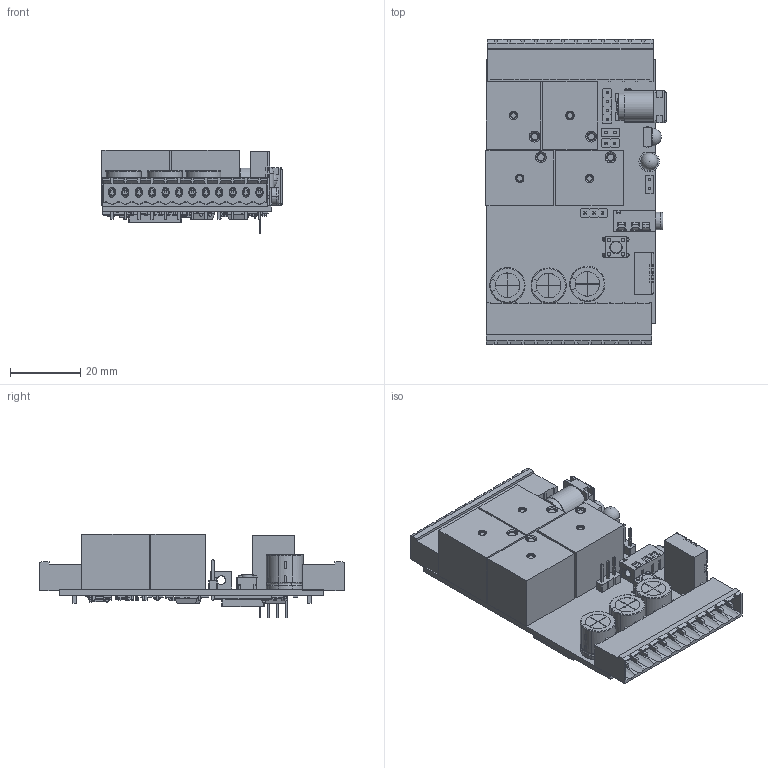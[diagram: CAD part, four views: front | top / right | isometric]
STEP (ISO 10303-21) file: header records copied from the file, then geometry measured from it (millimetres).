
FILE_DESCRIPTION(('KiCad electronic assembly'),'2;1');
FILE_NAME('IoTmanager_v2.step','2025-09-18T21:11:09',('Pcbnew'),('Kicad' ),'Open CASCADE STEP processor 7.8','KiCad to STEP converter', 'Unknown');
FILE_SCHEMA(('AUTOMOTIVE_DESIGN { 1 0 10303 214 1 1 1 1 }'));
Length unit declared in the file: millimetre
Products named in the file (38): IoTmanager_v2 1; PinHeader_1x03_P2.54mm_Vertical; PinHeader_1x03_P254mm_Vertical; 54-00133; LED_D5.0mm_IRGrey; Vishay_MINIMOLD-3Pin; Vishay_MINIMOLD-3pin; SRD-05VDC-SL-C; SRD-12VDC-SL-C; CP_Radial_D10.0mm_P3.50mm; CP_Radial_D100mm_P350mm; SW_PUSH_6mm_H4.3mm; SW_PUSH_6mm_h4.3mm; 1-796638-2--3DModel-STEP-1; C-1-796638-2; PinHeader_1x04_P2.54mm_Vertical; PinHeader_1x04_P254mm_Vertical; PinHeader_1x02_P2.54mm_Vertical; PinHeader_1x02_P254mm_Vertical; PJ320A; Aosong_DHT11_5.5x12.0_P2.54mm; R_0805_2012Metric; SOT-23; SOT_23; TO-252-2; CQ assembly; ESP-12E; ESP_12E001_cp; SOT-223; SOT_223; C_0805_2012Metric; IoTmanager-v2_PCB
Assembly tree (85 placements, depth 3):
  IoTmanager_v2 1
    PinHeader_1x03_P2.54mm_Vertical
      PinHeader_1x03_P254mm_Vertical
    54-00133
      54-00133
    LED_D5.0mm_IRGrey
      LED_D5.0mm_IRGrey
    Vishay_MINIMOLD-3Pin
      Vishay_MINIMOLD-3pin
    SRD-05VDC-SL-C  x4
      SRD-12VDC-SL-C
    CP_Radial_D10.0mm_P3.50mm  x3
      CP_Radial_D100mm_P350mm
    SW_PUSH_6mm_H4.3mm
      SW_PUSH_6mm_h4.3mm
    1-796638-2--3DModel-STEP-1  x2
      C-1-796638-2
    PinHeader_1x04_P2.54mm_Vertical
      PinHeader_1x04_P254mm_Vertical
    PinHeader_1x02_P2.54mm_Vertical  x3
      PinHeader_1x02_P254mm_Vertical
    PJ320A
      PJ320A
    Aosong_DHT11_5.5x12.0_P2.54mm
      Aosong_DHT11_5.5x12.0_P2.54mm
    R_0805_2012Metric  x31
      R_0805_2012Metric
    SOT-23  x8
      SOT_23
    TO-252-2  x3
      CQ assembly
    ESP-12E
      ESP_12E001_cp
    SOT-223  x2
      SOT_223
    C_0805_2012Metric
      C_0805_2012Metric
    IoTmanager-v2_PCB
Bounding box: 51.14 x 86.62 x 23.8 mm (x, y, z)
Volume: 34911.1 mm3; surface area: 30781.4 mm2
Topology: 155 solids, 158 shells, 4617 faces, 11597 edges, 7377 vertices
Faces by surface type: plane 2693, bspline 932, cylinder 910, torus 41, cone 18, revolution 16, sphere 7
Full cylindrical faces by diameter (mm): 0.5 x6, 0.65 x16, 0.7 x16, 0.8 x4, 0.9 x5, 1 x26, 1.1 x4, 1.29 x4, 1.32 x16, 1.5 x26, 3.5 x1, 4.9 x1, 5 x1
Entity records: 82626 total; most frequent: CARTESIAN_POINT 16102, ORIENTED_EDGE 12028, DIRECTION 10234, EDGE_CURVE 6014, LINE 4048, VECTOR 4048, VERTEX_POINT 3855, AXIS2_PLACEMENT_3D 3089
